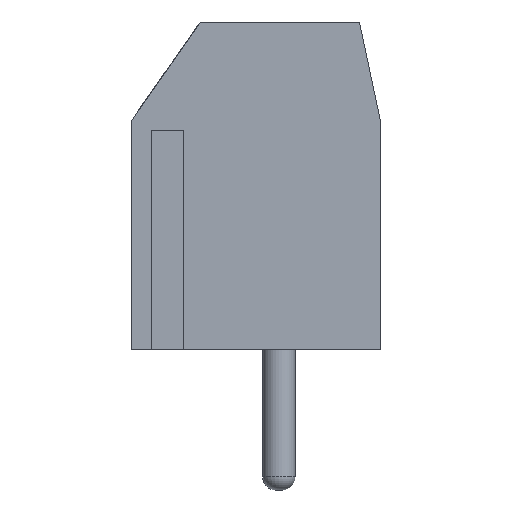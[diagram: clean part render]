
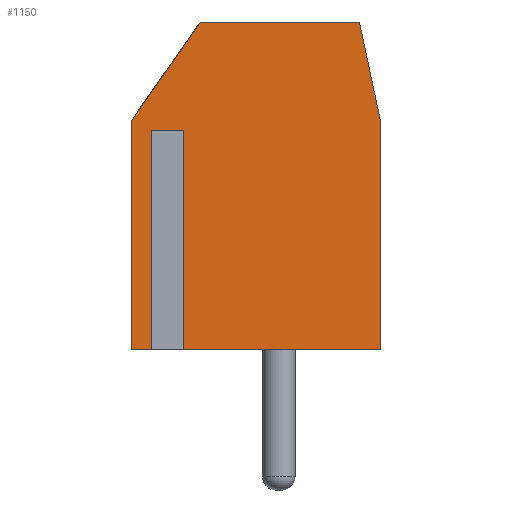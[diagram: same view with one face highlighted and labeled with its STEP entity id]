
A CAD part, left-side view. The second image highlights one B-rep face of the part: STEP entity #1150.
In plain terms, the highlighted planar face has unit normal (-1, 0, 0).
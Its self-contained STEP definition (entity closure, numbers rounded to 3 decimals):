
#1150=ADVANCED_FACE('',(#3534),#3536,.T.);
#3534=FACE_BOUND('',#3535,.T.);
#3535=EDGE_LOOP('',(#5503,#5504,#5505,#5506,#5507,#5508,#5509,#5510,#5511,#5512));
#3536=PLANE('',#3537);
#3537=AXIS2_PLACEMENT_3D('',#3538,#3539,#3540);
#3538=CARTESIAN_POINT('',(-2.5,0.,0.));
#3539=DIRECTION('',(-1.,0.,0.));
#3540=DIRECTION('',(0.,0.,-1.));
#5503=ORIENTED_EDGE('',*,*,#6748,.F.);
#5504=ORIENTED_EDGE('',*,*,#6749,.F.);
#5505=ORIENTED_EDGE('',*,*,#6750,.F.);
#5506=ORIENTED_EDGE('',*,*,#6751,.T.);
#5507=ORIENTED_EDGE('',*,*,#6752,.T.);
#5508=ORIENTED_EDGE('',*,*,#6753,.T.);
#5509=ORIENTED_EDGE('',*,*,#6629,.T.);
#5510=ORIENTED_EDGE('',*,*,#6738,.T.);
#5511=ORIENTED_EDGE('',*,*,#6754,.T.);
#5512=ORIENTED_EDGE('',*,*,#6755,.T.);
#6629=EDGE_CURVE('',#7284,#7282,#7285,.T.);
#6738=EDGE_CURVE('',#7282,#7470,#7472,.T.);
#6748=EDGE_CURVE('',#7491,#7492,#7493,.T.);
#6749=EDGE_CURVE('',#7494,#7491,#7495,.F.);
#6750=EDGE_CURVE('',#7496,#7494,#7497,.T.);
#6751=EDGE_CURVE('',#7496,#7498,#7499,.T.);
#6752=EDGE_CURVE('',#7498,#7500,#7501,.T.);
#6753=EDGE_CURVE('',#7500,#7284,#7502,.T.);
#6754=EDGE_CURVE('',#7470,#7503,#7504,.T.);
#6755=EDGE_CURVE('',#7503,#7492,#7505,.T.);
#7282=VERTEX_POINT('',#8386);
#7284=VERTEX_POINT('',#8390);
#7285=LINE('',#8391,#8392);
#7470=VERTEX_POINT('',#8801);
#7472=LINE('',#8805,#8806);
#7491=VERTEX_POINT('',#8880);
#7492=VERTEX_POINT('',#8881);
#7493=LINE('',#8882,#8883);
#7494=VERTEX_POINT('',#8885);
#7495=LINE('',#8886,#8887);
#7496=VERTEX_POINT('',#8889);
#7497=LINE('',#8890,#8891);
#7498=VERTEX_POINT('',#8893);
#7499=LINE('',#8894,#8895);
#7500=VERTEX_POINT('',#8897);
#7501=LINE('',#8898,#8899);
#7502=LINE('',#8901,#8902);
#7503=VERTEX_POINT('',#8904);
#7504=LINE('',#8905,#8906);
#7505=LINE('',#8908,#8909);
#8386=CARTESIAN_POINT('',(-2.5,2.399,10.));
#8390=CARTESIAN_POINT('',(-2.5,-2.462,10.));
#8391=CARTESIAN_POINT('',(-2.5,-2.462,10.));
#8392=VECTOR('',#8393,1.);
#8393=DIRECTION('',(0.,1.,0.));
#8801=CARTESIAN_POINT('',(-2.5,4.5,7.));
#8805=CARTESIAN_POINT('',(-2.5,2.399,10.));
#8806=VECTOR('',#8807,1.);
#8807=DIRECTION('',(0.,0.574,-0.819));
#8880=CARTESIAN_POINT('',(-2.5,3.739,6.7));
#8881=CARTESIAN_POINT('',(-2.5,3.739,0.));
#8882=CARTESIAN_POINT('',(-2.5,3.739,6.7));
#8883=VECTOR('',#8884,1.);
#8884=DIRECTION('',(0.,0.,-1.));
#8885=CARTESIAN_POINT('',(-2.5,3.061,6.7));
#8886=CARTESIAN_POINT('',(-2.5,3.739,6.7));
#8887=VECTOR('',#8888,1.);
#8888=DIRECTION('',(0.,-1.,0.));
#8889=CARTESIAN_POINT('',(-2.5,3.061,0.));
#8890=CARTESIAN_POINT('',(-2.5,3.061,0.));
#8891=VECTOR('',#8892,1.);
#8892=DIRECTION('',(0.,0.,1.));
#8893=CARTESIAN_POINT('',(-2.5,-3.1,0.));
#8894=CARTESIAN_POINT('',(-2.5,3.061,0.));
#8895=VECTOR('',#8896,1.);
#8896=DIRECTION('',(0.,-1.,0.));
#8897=CARTESIAN_POINT('',(-2.5,-3.1,7.));
#8898=CARTESIAN_POINT('',(-2.5,-3.1,0.));
#8899=VECTOR('',#8900,1.);
#8900=DIRECTION('',(0.,0.,1.));
#8901=CARTESIAN_POINT('',(-2.5,-3.1,7.));
#8902=VECTOR('',#8903,1.);
#8903=DIRECTION('',(0.,0.208,0.978));
#8904=CARTESIAN_POINT('',(-2.5,4.5,0.));
#8905=CARTESIAN_POINT('',(-2.5,4.5,7.));
#8906=VECTOR('',#8907,1.);
#8907=DIRECTION('',(0.,0.,-1.));
#8908=CARTESIAN_POINT('',(-2.5,4.5,0.));
#8909=VECTOR('',#8910,1.);
#8910=DIRECTION('',(0.,-1.,0.));
